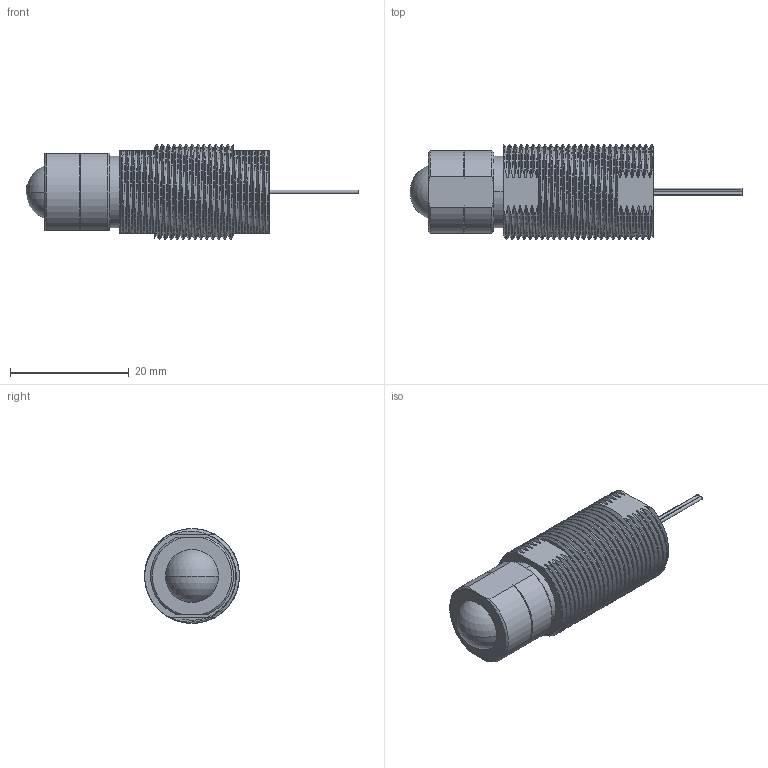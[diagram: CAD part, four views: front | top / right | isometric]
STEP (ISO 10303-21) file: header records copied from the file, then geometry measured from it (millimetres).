
FILE_DESCRIPTION (( 'STEP AP203' ), '1' );
FILE_NAME ('GN-BP161B.STEP', '2020-10-13T01:41:02', ( '' ), ( '' ), 'SwSTEP 2.0', 'SolidWorks 2020', '' );
FILE_SCHEMA (( 'CONFIG_CONTROL_DESIGN' ));
Length unit declared in the file: millimetre
Products named in the file (1): GN-BP161B
Bounding box: 56.01 x 16 x 16 mm (x, y, z)
Volume: 6576.7 mm3; surface area: 3002.2 mm2
Topology: 1 solids, 1 shells, 163 faces, 469 edges, 313 vertices
Faces by surface type: bspline 75, cylinder 62, plane 16, cone 8, sphere 2
Entity records: 95246 total; most frequent: CARTESIAN_POINT 91974, ORIENTED_EDGE 938, EDGE_CURVE 469, DIRECTION 345, VERTEX_POINT 313, B_SPLINE_CURVE_WITH_KNOTS 182, EDGE_LOOP 168, ADVANCED_FACE 163
